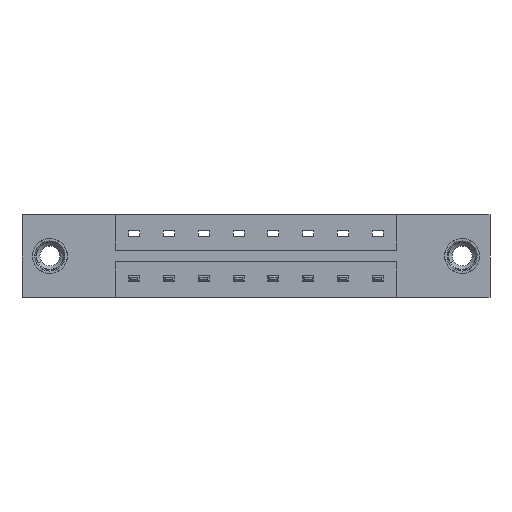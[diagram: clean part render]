
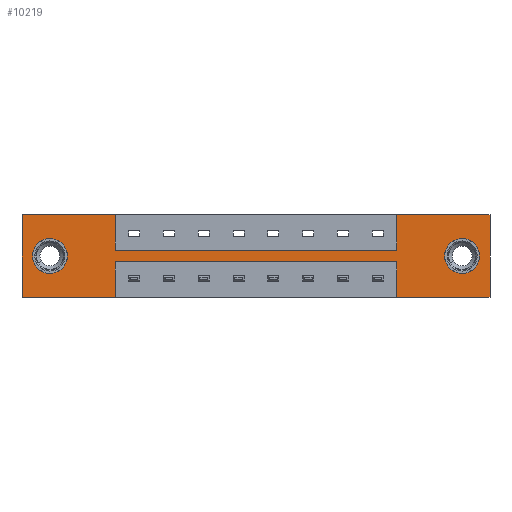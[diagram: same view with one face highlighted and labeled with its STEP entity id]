
A CAD part, front view. The second image highlights one B-rep face of the part: STEP entity #10219.
In plain terms, the highlighted planar face has unit normal (0, -1, 0).
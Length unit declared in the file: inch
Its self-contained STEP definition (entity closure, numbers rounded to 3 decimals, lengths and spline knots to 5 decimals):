
#7 = VERTEX_POINT ( 'NONE', #2267 ) ;
#99 = DIRECTION ( 'NONE',  ( -1., 0., 0. ) ) ;
#403 = VERTEX_POINT ( 'NONE', #4806 ) ;
#460 = LINE ( 'NONE', #1524, #6694 ) ;
#492 = DIRECTION ( 'NONE',  ( 0., 1., 0. ) ) ;
#567 = VERTEX_POINT ( 'NONE', #4808 ) ;
#627 = VERTEX_POINT ( 'NONE', #1136 ) ;
#664 = EDGE_CURVE ( 'NONE', #10136, #5003, #4985, .T. ) ;
#674 = VECTOR ( 'NONE', #1431, 39.37008 ) ;
#780 = CARTESIAN_POINT ( 'NONE',  ( 1.6785, 0., -0.1585 ) ) ;
#1069 = CARTESIAN_POINT ( 'NONE',  ( 0., 0., 0. ) ) ;
#1134 = ORIENTED_EDGE ( 'NONE', *, *, #664, .T. ) ;
#1136 = CARTESIAN_POINT ( 'NONE',  ( 0.125, 0., -0.263 ) ) ;
#1158 = VECTOR ( 'NONE', #3368, 39.37008 ) ;
#1176 = VERTEX_POINT ( 'NONE', #2809 ) ;
#1431 = DIRECTION ( 'NONE',  ( 1., 0., 0. ) ) ;
#1471 = CARTESIAN_POINT ( 'NONE',  ( 0.4175, 0., 0. ) ) ;
#1524 = CARTESIAN_POINT ( 'NONE',  ( 0.4175, 0., -0.1585 ) ) ;
#1585 = CARTESIAN_POINT ( 'NONE',  ( 2.096, 0., -0.37 ) ) ;
#1689 = LINE ( 'NONE', #8814, #5249 ) ;
#1694 = CARTESIAN_POINT ( 'NONE',  ( 1.6785, 0., -0.1585 ) ) ;
#1703 = VERTEX_POINT ( 'NONE', #5806 ) ;
#1831 = ORIENTED_EDGE ( 'NONE', *, *, #9866, .F. ) ;
#1859 = VECTOR ( 'NONE', #9268, 39.37008 ) ;
#2157 = EDGE_LOOP ( 'NONE', ( #10126, #7771, #7526, #2988, #9195, #6326, #4236, #8609, #7919, #3775, #4258, #1831 ) ) ;
#2161 = VECTOR ( 'NONE', #5145, 39.37008 ) ;
#2248 = VECTOR ( 'NONE', #8693, 39.37008 ) ;
#2267 = CARTESIAN_POINT ( 'NONE',  ( 0.4175, 0., -0.1585 ) ) ;
#2405 = DIRECTION ( 'NONE',  ( 1., 0., 0. ) ) ;
#2422 = EDGE_CURVE ( 'NONE', #8975, #2572, #4560, .T. ) ;
#2572 = VERTEX_POINT ( 'NONE', #8363 ) ;
#2664 = CARTESIAN_POINT ( 'NONE',  ( 0.4175, 0., -0.2115 ) ) ;
#2712 = LINE ( 'NONE', #5088, #8690 ) ;
#2809 = CARTESIAN_POINT ( 'NONE',  ( 0.125, 0., -0.107 ) ) ;
#2897 = VERTEX_POINT ( 'NONE', #1585 ) ;
#2944 = CARTESIAN_POINT ( 'NONE',  ( 0.4175, 0., -0.37 ) ) ;
#2988 = ORIENTED_EDGE ( 'NONE', *, *, #7529, .F. ) ;
#3352 = VECTOR ( 'NONE', #9987, 39.37008 ) ;
#3359 = DIRECTION ( 'NONE',  ( 0., 0., 1. ) ) ;
#3368 = DIRECTION ( 'NONE',  ( 0., 0., -1. ) ) ;
#3387 = VERTEX_POINT ( 'NONE', #7834 ) ;
#3501 = CIRCLE ( 'NONE', #7300, 0.078 ) ;
#3531 = DIRECTION ( 'NONE',  ( 0., 1., 0. ) ) ;
#3569 = FACE_OUTER_BOUND ( 'NONE', #2157, .T. ) ;
#3623 = ORIENTED_EDGE ( 'NONE', *, *, #7246, .T. ) ;
#3775 = ORIENTED_EDGE ( 'NONE', *, *, #4975, .F. ) ;
#3836 = FACE_BOUND ( 'NONE', #7182, .T. ) ;
#3944 = DIRECTION ( 'NONE',  ( 0., 0., -1. ) ) ;
#4045 = LINE ( 'NONE', #4665, #1859 ) ;
#4171 = CARTESIAN_POINT ( 'NONE',  ( 0.4175, 0., -0.1585 ) ) ;
#4236 = ORIENTED_EDGE ( 'NONE', *, *, #7065, .F. ) ;
#4255 = CARTESIAN_POINT ( 'NONE',  ( 2.096, 0., 0. ) ) ;
#4258 = ORIENTED_EDGE ( 'NONE', *, *, #8221, .F. ) ;
#4516 = LINE ( 'NONE', #1694, #8375 ) ;
#4560 = LINE ( 'NONE', #7427, #2161 ) ;
#4579 = CARTESIAN_POINT ( 'NONE',  ( 1.971, 0., -0.185 ) ) ;
#4665 = CARTESIAN_POINT ( 'NONE',  ( 0., 0., -0.37 ) ) ;
#4805 = DIRECTION ( 'NONE',  ( 0., 0., -1. ) ) ;
#4806 = CARTESIAN_POINT ( 'NONE',  ( 0., 0., -0.37 ) ) ;
#4808 = CARTESIAN_POINT ( 'NONE',  ( 1.6785, 0., 0. ) ) ;
#4920 = CARTESIAN_POINT ( 'NONE',  ( 0.125, 0., -0.185 ) ) ;
#4975 = EDGE_CURVE ( 'NONE', #10098, #403, #4045, .T. ) ;
#4985 = CIRCLE ( 'NONE', #9186, 0.078 ) ;
#5003 = VERTEX_POINT ( 'NONE', #10052 ) ;
#5088 = CARTESIAN_POINT ( 'NONE',  ( 0.4175, 0., -0.2115 ) ) ;
#5137 = EDGE_CURVE ( 'NONE', #2897, #8975, #6713, .T. ) ;
#5145 = DIRECTION ( 'NONE',  ( 0., 0., 1. ) ) ;
#5169 = AXIS2_PLACEMENT_3D ( 'NONE', #4920, #10256, #5710 ) ;
#5243 = ORIENTED_EDGE ( 'NONE', *, *, #7630, .T. ) ;
#5249 = VECTOR ( 'NONE', #8065, 39.37008 ) ;
#5381 = EDGE_LOOP ( 'NONE', ( #5243, #6354 ) ) ;
#5393 = DIRECTION ( 'NONE',  ( 0., 0., -1. ) ) ;
#5710 = DIRECTION ( 'NONE',  ( 0., 0., 1. ) ) ;
#5782 = EDGE_CURVE ( 'NONE', #7023, #567, #4516, .T. ) ;
#5806 = CARTESIAN_POINT ( 'NONE',  ( 0.4175, 0., -0.2115 ) ) ;
#5880 = DIRECTION ( 'NONE',  ( 0., 0., -1. ) ) ;
#5992 = VERTEX_POINT ( 'NONE', #1069 ) ;
#6158 = CARTESIAN_POINT ( 'NONE',  ( 1.6785, 0., -0.37 ) ) ;
#6170 = FACE_BOUND ( 'NONE', #5381, .T. ) ;
#6258 = CARTESIAN_POINT ( 'NONE',  ( 0., 0., 0. ) ) ;
#6326 = ORIENTED_EDGE ( 'NONE', *, *, #6934, .F. ) ;
#6354 = ORIENTED_EDGE ( 'NONE', *, *, #8077, .T. ) ;
#6563 = CIRCLE ( 'NONE', #8624, 0.078 ) ;
#6694 = VECTOR ( 'NONE', #2405, 39.37008 ) ;
#6713 = LINE ( 'NONE', #7167, #2248 ) ;
#6886 = LINE ( 'NONE', #6258, #674 ) ;
#6934 = EDGE_CURVE ( 'NONE', #7, #7023, #460, .T. ) ;
#7023 = VERTEX_POINT ( 'NONE', #780 ) ;
#7065 = EDGE_CURVE ( 'NONE', #7341, #7, #7541, .T. ) ;
#7151 = VECTOR ( 'NONE', #7349, 39.37008 ) ;
#7167 = CARTESIAN_POINT ( 'NONE',  ( 0., 0., -0.37 ) ) ;
#7182 = EDGE_LOOP ( 'NONE', ( #3623, #1134 ) ) ;
#7246 = EDGE_CURVE ( 'NONE', #5003, #10136, #3501, .T. ) ;
#7300 = AXIS2_PLACEMENT_3D ( 'NONE', #4579, #9942, #5393 ) ;
#7341 = VERTEX_POINT ( 'NONE', #1471 ) ;
#7349 = DIRECTION ( 'NONE',  ( 0., 0., -1. ) ) ;
#7427 = CARTESIAN_POINT ( 'NONE',  ( 1.6785, 0., -0.2115 ) ) ;
#7526 = ORIENTED_EDGE ( 'NONE', *, *, #8188, .F. ) ;
#7529 = EDGE_CURVE ( 'NONE', #567, #3387, #1689, .T. ) ;
#7541 = LINE ( 'NONE', #4171, #1158 ) ;
#7630 = EDGE_CURVE ( 'NONE', #1176, #627, #6563, .T. ) ;
#7712 = CARTESIAN_POINT ( 'NONE',  ( 0., 0., 0. ) ) ;
#7771 = ORIENTED_EDGE ( 'NONE', *, *, #5137, .F. ) ;
#7817 = PLANE ( 'NONE',  #8959 ) ;
#7834 = CARTESIAN_POINT ( 'NONE',  ( 2.096, 0., 0. ) ) ;
#7869 = CARTESIAN_POINT ( 'NONE',  ( 1.971, 0., -0.185 ) ) ;
#7919 = ORIENTED_EDGE ( 'NONE', *, *, #8392, .F. ) ;
#8065 = DIRECTION ( 'NONE',  ( 1., 0., 0. ) ) ;
#8077 = EDGE_CURVE ( 'NONE', #627, #1176, #10121, .T. ) ;
#8182 = CARTESIAN_POINT ( 'NONE',  ( 0.125, 0., -0.185 ) ) ;
#8188 = EDGE_CURVE ( 'NONE', #3387, #2897, #9178, .T. ) ;
#8221 = EDGE_CURVE ( 'NONE', #1703, #10098, #2712, .T. ) ;
#8363 = CARTESIAN_POINT ( 'NONE',  ( 1.6785, 0., -0.2115 ) ) ;
#8375 = VECTOR ( 'NONE', #3359, 39.37008 ) ;
#8392 = EDGE_CURVE ( 'NONE', #403, #5992, #9048, .T. ) ;
#8473 = CARTESIAN_POINT ( 'NONE',  ( 1.971, 0., -0.263 ) ) ;
#8559 = DIRECTION ( 'NONE',  ( 0., -1., 0. ) ) ;
#8609 = ORIENTED_EDGE ( 'NONE', *, *, #9028, .F. ) ;
#8624 = AXIS2_PLACEMENT_3D ( 'NONE', #8182, #3531, #8946 ) ;
#8690 = VECTOR ( 'NONE', #5880, 39.37008 ) ;
#8693 = DIRECTION ( 'NONE',  ( -1., 0., 0. ) ) ;
#8814 = CARTESIAN_POINT ( 'NONE',  ( 0., 0., 0. ) ) ;
#8946 = DIRECTION ( 'NONE',  ( 0., 0., 1. ) ) ;
#8959 = AXIS2_PLACEMENT_3D ( 'NONE', #10050, #8559, #3944 ) ;
#8975 = VERTEX_POINT ( 'NONE', #6158 ) ;
#9028 = EDGE_CURVE ( 'NONE', #5992, #7341, #6886, .T. ) ;
#9048 = LINE ( 'NONE', #7712, #3352 ) ;
#9178 = LINE ( 'NONE', #4255, #7151 ) ;
#9186 = AXIS2_PLACEMENT_3D ( 'NONE', #7869, #492, #4805 ) ;
#9195 = ORIENTED_EDGE ( 'NONE', *, *, #5782, .F. ) ;
#9268 = DIRECTION ( 'NONE',  ( -1., 0., 0. ) ) ;
#9273 = VECTOR ( 'NONE', #99, 39.37008 ) ;
#9501 = LINE ( 'NONE', #2664, #9273 ) ;
#9866 = EDGE_CURVE ( 'NONE', #2572, #1703, #9501, .T. ) ;
#9942 = DIRECTION ( 'NONE',  ( 0., 1., 0. ) ) ;
#9987 = DIRECTION ( 'NONE',  ( 0., 0., 1. ) ) ;
#10050 = CARTESIAN_POINT ( 'NONE',  ( 0., 0., -0.37 ) ) ;
#10052 = CARTESIAN_POINT ( 'NONE',  ( 1.971, 0., -0.107 ) ) ;
#10098 = VERTEX_POINT ( 'NONE', #2944 ) ;
#10121 = CIRCLE ( 'NONE', #5169, 0.078 ) ;
#10126 = ORIENTED_EDGE ( 'NONE', *, *, #2422, .F. ) ;
#10136 = VERTEX_POINT ( 'NONE', #8473 ) ;
#10219 = ADVANCED_FACE ( 'NONE', ( #3836, #6170, #3569 ), #7817, .T. ) ;
#10256 = DIRECTION ( 'NONE',  ( 0., 1., 0. ) ) ;
